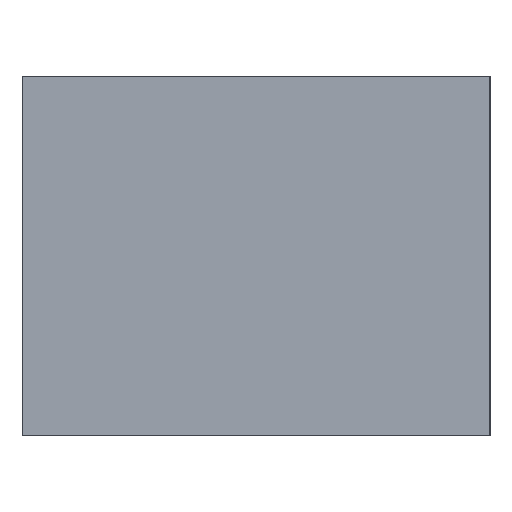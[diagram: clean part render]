
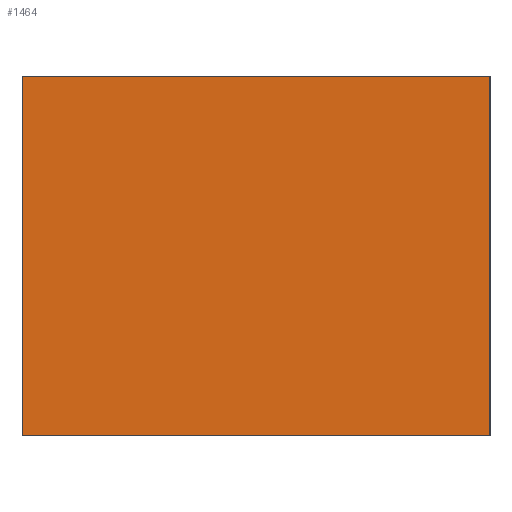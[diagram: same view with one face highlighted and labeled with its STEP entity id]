
A CAD part, left-side view. The second image highlights one B-rep face of the part: STEP entity #1464.
In plain terms, the highlighted planar face has unit normal (-1, 0, 0).
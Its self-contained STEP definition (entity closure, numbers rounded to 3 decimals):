
#1 = LINE ( 'NONE', #441, #928 ) ;
#243 = CARTESIAN_POINT ( 'NONE',  ( -2., 20., 0. ) ) ;
#255 = AXIS2_PLACEMENT_3D ( 'NONE', #1165, #2041, #1329 ) ;
#281 = DIRECTION ( 'NONE',  ( 0., 0., -1. ) ) ;
#323 = VERTEX_POINT ( 'NONE', #2344 ) ;
#362 = CARTESIAN_POINT ( 'NONE',  ( -2., 20., 0. ) ) ;
#373 = EDGE_CURVE ( 'NONE', #490, #1897, #511, .T. ) ;
#388 = LINE ( 'NONE', #475, #2090 ) ;
#416 = DIRECTION ( 'NONE',  ( 0., 0., -1. ) ) ;
#441 = CARTESIAN_POINT ( 'NONE',  ( -2., -6., 20. ) ) ;
#475 = CARTESIAN_POINT ( 'NONE',  ( -2., 20., 20. ) ) ;
#490 = VERTEX_POINT ( 'NONE', #585 ) ;
#511 = LINE ( 'NONE', #362, #2133 ) ;
#553 = ORIENTED_EDGE ( 'NONE', *, *, #1139, .T. ) ;
#555 = LINE ( 'NONE', #243, #1928 ) ;
#561 = EDGE_LOOP ( 'NONE', ( #1410, #1335, #553, #600 ) ) ;
#585 = CARTESIAN_POINT ( 'NONE',  ( -2., 20., 0. ) ) ;
#600 = ORIENTED_EDGE ( 'NONE', *, *, #1572, .T. ) ;
#826 = FACE_OUTER_BOUND ( 'NONE', #561, .T. ) ;
#831 = DIRECTION ( 'NONE',  ( 0., 1., 0. ) ) ;
#928 = VECTOR ( 'NONE', #281, 1000. ) ;
#1139 = EDGE_CURVE ( 'NONE', #323, #1568, #388, .T. ) ;
#1165 = CARTESIAN_POINT ( 'NONE',  ( -2., 0., 0. ) ) ;
#1329 = DIRECTION ( 'NONE',  ( 0., 0., 1. ) ) ;
#1335 = ORIENTED_EDGE ( 'NONE', *, *, #1400, .F. ) ;
#1400 = EDGE_CURVE ( 'NONE', #323, #1897, #1, .T. ) ;
#1410 = ORIENTED_EDGE ( 'NONE', *, *, #373, .T. ) ;
#1464 = ADVANCED_FACE ( 'NONE', ( #826 ), #1881, .T. ) ;
#1500 = CARTESIAN_POINT ( 'NONE',  ( -2., 20., 20. ) ) ;
#1568 = VERTEX_POINT ( 'NONE', #1500 ) ;
#1572 = EDGE_CURVE ( 'NONE', #1568, #490, #555, .T. ) ;
#1605 = CARTESIAN_POINT ( 'NONE',  ( -2., -6., 0. ) ) ;
#1881 = PLANE ( 'NONE',  #255 ) ;
#1897 = VERTEX_POINT ( 'NONE', #1605 ) ;
#1928 = VECTOR ( 'NONE', #416, 1000. ) ;
#1964 = DIRECTION ( 'NONE',  ( 0., -1., 0. ) ) ;
#2041 = DIRECTION ( 'NONE',  ( -1., 0., 0. ) ) ;
#2090 = VECTOR ( 'NONE', #831, 1000. ) ;
#2133 = VECTOR ( 'NONE', #1964, 1000. ) ;
#2344 = CARTESIAN_POINT ( 'NONE',  ( -2., -6., 20. ) ) ;
